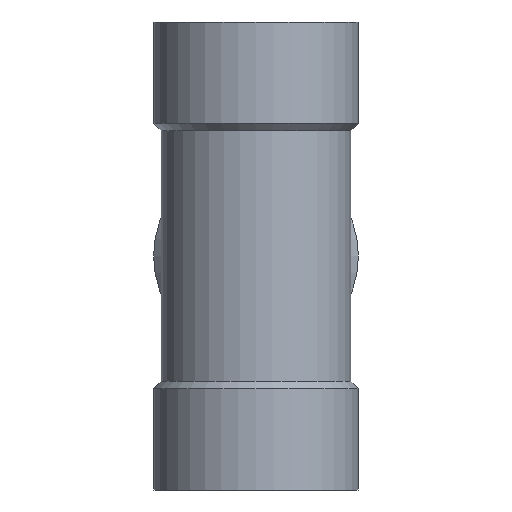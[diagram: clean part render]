
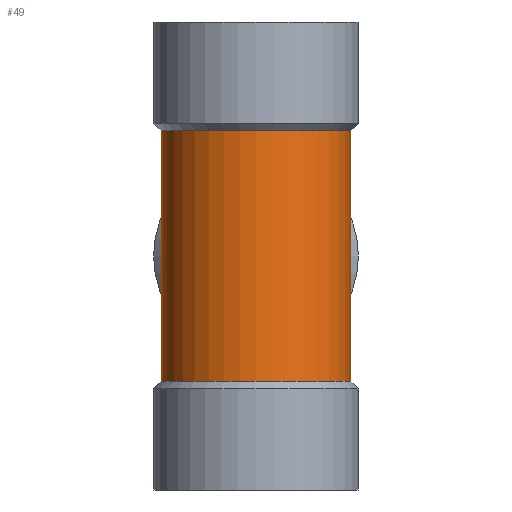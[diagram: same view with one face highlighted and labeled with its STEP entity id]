
A CAD part, left-side view. The second image highlights one B-rep face of the part: STEP entity #49.
In plain terms, the highlighted cylindrical face has radius 37.5 mm (diameter 75 mm), a full revolution.
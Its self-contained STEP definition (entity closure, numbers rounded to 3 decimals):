
#49 = ADVANCED_FACE( '', ( #110, #111, #112 ), #113, .T. );
#110 = FACE_OUTER_BOUND( '', #195, .T. );
#111 = FACE_BOUND( '', #196, .T. );
#112 = FACE_OUTER_BOUND( '', #197, .T. );
#113 = CYLINDRICAL_SURFACE( '', #198, 37.5 );
#195 = EDGE_LOOP( '', ( #280 ) );
#196 = EDGE_LOOP( '', ( #281, #282 ) );
#197 = EDGE_LOOP( '', ( #283 ) );
#198 = AXIS2_PLACEMENT_3D( '', #284, #285, #286 );
#280 = ORIENTED_EDGE( '', *, *, #389, .T. );
#281 = ORIENTED_EDGE( '', *, *, #391, .F. );
#282 = ORIENTED_EDGE( '', *, *, #392, .F. );
#283 = ORIENTED_EDGE( '', *, *, #393, .F. );
#284 = CARTESIAN_POINT( '', ( 0., 0., -92.5 ) );
#285 = DIRECTION( '', ( 0., 0., 1. ) );
#286 = DIRECTION( '', ( -1., 0., 0. ) );
#389 = EDGE_CURVE( '', #435, #435, #436, .T. );
#391 = EDGE_CURVE( '', #438, #439, #440, .T. );
#392 = EDGE_CURVE( '', #439, #438, #441, .F. );
#393 = EDGE_CURVE( '', #442, #442, #443, .T. );
#435 = VERTEX_POINT( '', #498 );
#436 = CIRCLE( '', #499, 37.5 );
#438 = VERTEX_POINT( '', #501 );
#439 = VERTEX_POINT( '', #502 );
#440 = ELLIPSE( '', #503, 53.033, 37.5 );
#441 = ELLIPSE( '', #504, 53.033, 37.5 );
#442 = VERTEX_POINT( '', #505 );
#443 = CIRCLE( '', #506, 37.5 );
#498 = CARTESIAN_POINT( '', ( -37.5, 0., 49.5 ) );
#499 = AXIS2_PLACEMENT_3D( '', #563, #564, #565 );
#501 = CARTESIAN_POINT( '', ( 0., 37.5, 0. ) );
#502 = CARTESIAN_POINT( '', ( 0., -37.5, 0. ) );
#503 = AXIS2_PLACEMENT_3D( '', #566, #567, #568 );
#504 = AXIS2_PLACEMENT_3D( '', #569, #570, #571 );
#505 = CARTESIAN_POINT( '', ( -37.5, 0., -49.5 ) );
#506 = AXIS2_PLACEMENT_3D( '', #572, #573, #574 );
#563 = CARTESIAN_POINT( '', ( 0., 0., 49.5 ) );
#564 = DIRECTION( '', ( 0., 0., -1. ) );
#565 = DIRECTION( '', ( -1., 0., 0. ) );
#566 = CARTESIAN_POINT( '', ( 0., 0., 0. ) );
#567 = DIRECTION( '', ( 0.707, 0., -0.707 ) );
#568 = DIRECTION( '', ( -0.707, 0., -0.707 ) );
#569 = CARTESIAN_POINT( '', ( 0., 0., 0. ) );
#570 = DIRECTION( '', ( -0.707, 0., -0.707 ) );
#571 = DIRECTION( '', ( 0.707, 0., -0.707 ) );
#572 = CARTESIAN_POINT( '', ( 0., 0., -49.5 ) );
#573 = DIRECTION( '', ( 0., 0., -1. ) );
#574 = DIRECTION( '', ( -1., 0., 0. ) );
